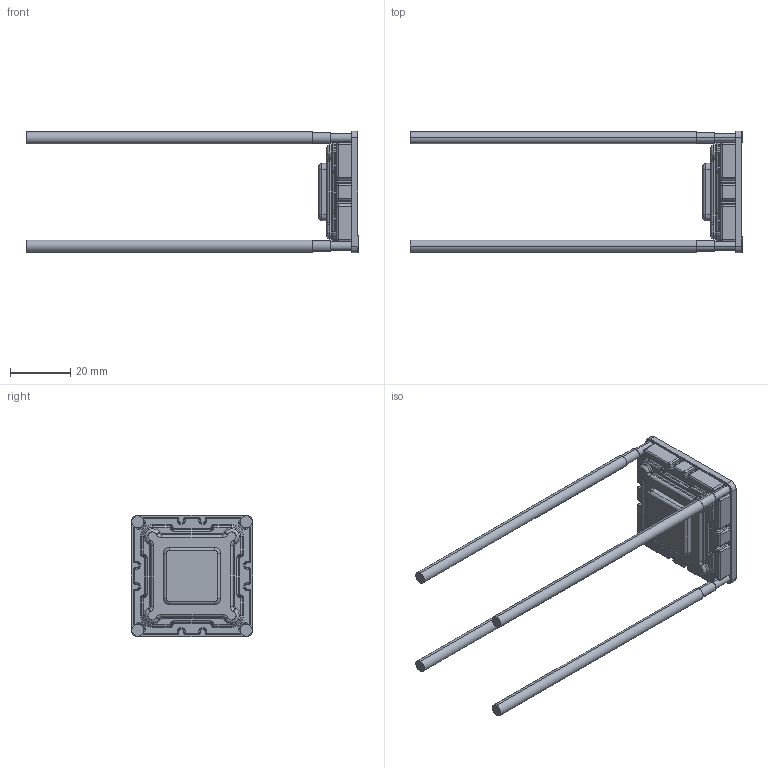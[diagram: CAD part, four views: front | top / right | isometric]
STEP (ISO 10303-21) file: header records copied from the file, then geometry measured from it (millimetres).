
FILE_DESCRIPTION(/* description */ ('VariCAD 2015-2.06 AP-214'),/* implementation_level */ '2;1');
FILE_NAME(/* name */ '0393-27-07.stp',/* time_stamp */ '2016-05-11T13:15:40-06:00',/* author */ (''),/* organization */ (''),/* preprocessor_version */ 'ST-DEVELOPER v14',/* originating_system */ 'VariCAD 2015-2.06; kernel version (20130303)',/* authorisation */ '');
FILE_SCHEMA (('AUTOMOTIVE_DESIGN'));
Length unit declared in the file: millimetre
Products named in the file (2): 0393-27-07
Assembly tree (1 placements, depth 2):
  0393-27-07
    0393-27-07
Bounding box: 110.41 x 40.5 x 40.5 mm (x, y, z)
Volume: 19594.9 mm3; surface area: 10261 mm2
Topology: 1 solids, 1 shells, 430 faces, 1028 edges, 604 vertices
Faces by surface type: cylinder 212, torus 112, plane 90, sphere 8, cone 8
Entity records: 13469 total; most frequent: DIRECTION 2460, CARTESIAN_POINT 2058, ORIENTED_EDGE 2040, EDGE_CURVE 1020, AXIS2_PLACEMENT_3D 1006, VERTEX_POINT 604, CIRCLE 572, LINE 448
